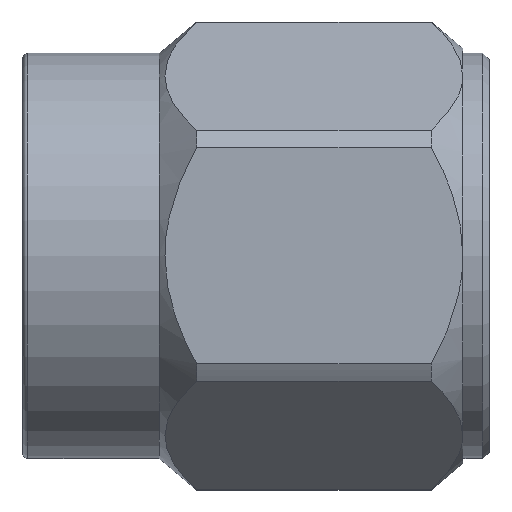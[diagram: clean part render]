
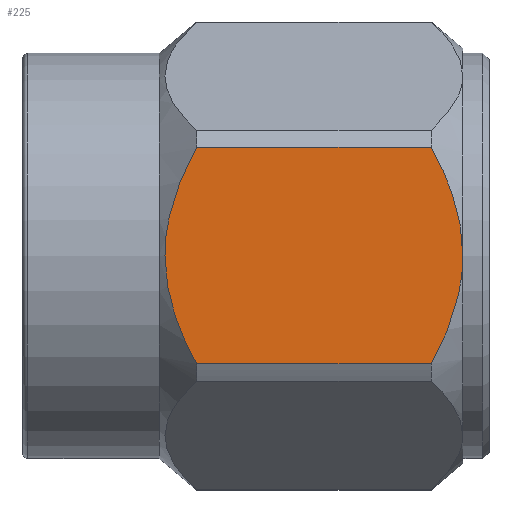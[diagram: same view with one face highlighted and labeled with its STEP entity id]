
A CAD part, top view. The second image highlights one B-rep face of the part: STEP entity #225.
In plain terms, the highlighted planar face has unit normal (0, 0, 1).
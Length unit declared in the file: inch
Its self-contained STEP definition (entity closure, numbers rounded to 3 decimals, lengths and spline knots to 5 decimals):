
#6 = CARTESIAN_POINT ( 'NONE',  ( 0.10789, 0.00701, 0.15748 ) ) ;
#8 = CARTESIAN_POINT ( 'NONE',  ( -0.05971, 0.09092, 0.15748 ) ) ;
#43 = CARTESIAN_POINT ( 'NONE',  ( 0., 0.08208, 0.15748 ) ) ;
#49 = CARTESIAN_POINT ( 'NONE',  ( 0.31003, 0.08208, 0.15748 ) ) ;
#72 = CARTESIAN_POINT ( 'NONE',  ( 0.11947, -0.05646, 0.15748 ) ) ;
#130 = DIRECTION ( 'NONE',  ( 1., 0., 0. ) ) ;
#210 = CARTESIAN_POINT ( 'NONE',  ( 0.31345, -0.07586, 0.15748 ) ) ;
#225 = ADVANCED_FACE ( 'NONE', ( #1306 ), #2062, .T. ) ;
#237 = CARTESIAN_POINT ( 'NONE',  ( 0.33399, 0., 0.15748 ) ) ;
#278 = CARTESIAN_POINT ( 'NONE',  ( 0.33338, 0.01449, 0.15748 ) ) ;
#384 = CARTESIAN_POINT ( 'NONE',  ( 0.33399, 0., 0.15748 ) ) ;
#403 = CARTESIAN_POINT ( 'NONE',  ( 0.13186, 0.08208, 0.15748 ) ) ;
#416 = CARTESIAN_POINT ( 'NONE',  ( 0.11245, 0.03551, 0.15748 ) ) ;
#426 = CARTESIAN_POINT ( 'NONE',  ( 0.13186, -0.08208, 0.15748 ) ) ;
#451 = CARTESIAN_POINT ( 'NONE',  ( 0.13186, -0.08208, 0.15748 ) ) ;
#564 = CARTESIAN_POINT ( 'NONE',  ( 0.12517, 0.06936, 0.15748 ) ) ;
#581 = CARTESIAN_POINT ( 'NONE',  ( 0.33399, -0.01458, 0.15748 ) ) ;
#592 = CARTESIAN_POINT ( 'NONE',  ( 0.32246, -0.05638, 0.15748 ) ) ;
#626 = B_SPLINE_CURVE_WITH_KNOTS ( 'NONE', 3,
 ( #1341, #210, #2210, #592, #1529, #1476, #581, #237 ),
 .UNSPECIFIED., .F., .F.,
 ( 4, 2, 2, 4 ),
 ( 0.00996, 0.0105, 0.01104, 0.01213 ),
 .UNSPECIFIED. ) ;
#659 = CARTESIAN_POINT ( 'NONE',  ( 0.12845, -0.07587, 0.15748 ) ) ;
#701 = VERTEX_POINT ( 'NONE', #49 ) ;
#738 = CARTESIAN_POINT ( 'NONE',  ( 0.10793, -0.01477, 0.15748 ) ) ;
#801 = CARTESIAN_POINT ( 'NONE',  ( 0.12525, -0.06953, 0.15748 ) ) ;
#820 = EDGE_CURVE ( 'NONE', #2116, #701, #1412, .T. ) ;
#937 = VERTEX_POINT ( 'NONE', #451 ) ;
#1003 = CARTESIAN_POINT ( 'NONE',  ( 0.33399, 0.00725, 0.15748 ) ) ;
#1005 = CARTESIAN_POINT ( 'NONE',  ( 0.11686, -0.04969, 0.15748 ) ) ;
#1013 = CARTESIAN_POINT ( 'NONE',  ( 0.31003, 0.08208, 0.15748 ) ) ;
#1133 = CARTESIAN_POINT ( 'NONE',  ( 0.1284, 0.07579, 0.15748 ) ) ;
#1143 = CARTESIAN_POINT ( 'NONE',  ( 0.11077, 0.02851, 0.15748 ) ) ;
#1150 = ORIENTED_EDGE ( 'NONE', *, *, #2360, .T. ) ;
#1160 = VERTEX_POINT ( 'NONE', #1235 ) ;
#1179 = CARTESIAN_POINT ( 'NONE',  ( 0.3294, 0.03564, 0.15748 ) ) ;
#1186 = CARTESIAN_POINT ( 'NONE',  ( 0.13186, 0.08208, 0.15748 ) ) ;
#1235 = CARTESIAN_POINT ( 'NONE',  ( 0.31003, -0.08208, 0.15748 ) ) ;
#1306 = FACE_OUTER_BOUND ( 'NONE', #1371, .T. ) ;
#1341 = CARTESIAN_POINT ( 'NONE',  ( 0.31003, -0.08208, 0.15748 ) ) ;
#1357 = VERTEX_POINT ( 'NONE', #1186 ) ;
#1371 = EDGE_LOOP ( 'NONE', ( #1150, #2268, #1939, #2267, #1702 ) ) ;
#1412 = B_SPLINE_CURVE_WITH_KNOTS ( 'NONE', 3,
 ( #1573, #1003, #278, #1710, #1179, #1748, #2068, #1701, #1724, #1013 ),
 .UNSPECIFIED., .F., .F.,
 ( 4, 2, 2, 2, 4 ),
 ( 0.01213, 0.01267, 0.01321, 0.01375, 0.01429 ),
 .UNSPECIFIED. ) ;
#1476 = CARTESIAN_POINT ( 'NONE',  ( 0.33155, -0.02876, 0.15748 ) ) ;
#1526 = VECTOR ( 'NONE', #1901, 39.37008 ) ;
#1529 = CARTESIAN_POINT ( 'NONE',  ( 0.32507, -0.04957, 0.15748 ) ) ;
#1573 = CARTESIAN_POINT ( 'NONE',  ( 0.33399, 0., 0.15748 ) ) ;
#1593 = AXIS2_PLACEMENT_3D ( 'NONE', #8, #2015, #2038 ) ;
#1651 = CARTESIAN_POINT ( 'NONE',  ( 0.11934, 0.05615, 0.15748 ) ) ;
#1701 = CARTESIAN_POINT ( 'NONE',  ( 0.3167, 0.0694, 0.15748 ) ) ;
#1702 = ORIENTED_EDGE ( 'NONE', *, *, #2217, .T. ) ;
#1703 = CARTESIAN_POINT ( 'NONE',  ( 0.10849, 0.01429, 0.15748 ) ) ;
#1710 = CARTESIAN_POINT ( 'NONE',  ( 0.33109, 0.02866, 0.15748 ) ) ;
#1724 = CARTESIAN_POINT ( 'NONE',  ( 0.31348, 0.0758, 0.15748 ) ) ;
#1748 = CARTESIAN_POINT ( 'NONE',  ( 0.32512, 0.04942, 0.15748 ) ) ;
#1786 = EDGE_CURVE ( 'NONE', #1160, #2116, #626, .T. ) ;
#1792 = VECTOR ( 'NONE', #130, 39.37008 ) ;
#1834 = EDGE_CURVE ( 'NONE', #701, #1357, #2049, .T. ) ;
#1877 = CARTESIAN_POINT ( 'NONE',  ( 0.11673, 0.04932, 0.15748 ) ) ;
#1901 = DIRECTION ( 'NONE',  ( -1., 0., 0. ) ) ;
#1939 = ORIENTED_EDGE ( 'NONE', *, *, #820, .T. ) ;
#2015 = DIRECTION ( 'NONE',  ( 0., 0., 1. ) ) ;
#2038 = DIRECTION ( 'NONE',  ( 0., -1., 0. ) ) ;
#2049 = LINE ( 'NONE', #43, #1526 ) ;
#2062 = PLANE ( 'NONE',  #1593 ) ;
#2068 = CARTESIAN_POINT ( 'NONE',  ( 0.32252, 0.05623, 0.15748 ) ) ;
#2081 = B_SPLINE_CURVE_WITH_KNOTS ( 'NONE', 3,
 ( #403, #1133, #564, #1651, #1877, #416, #1143, #1703, #6, #738, #2096, #1005, #72, #801, #659, #426 ),
 .UNSPECIFIED., .F., .F.,
 ( 4, 2, 2, 2, 2, 2, 2, 4 ),
 ( 0.01139, 0.01193, 0.01248, 0.01302, 0.01357, 0.01466, 0.0152, 0.01575 ),
 .UNSPECIFIED. ) ;
#2096 = CARTESIAN_POINT ( 'NONE',  ( 0.11037, -0.02891, 0.15748 ) ) ;
#2116 = VERTEX_POINT ( 'NONE', #384 ) ;
#2166 = LINE ( 'NONE', #2350, #1792 ) ;
#2210 = CARTESIAN_POINT ( 'NONE',  ( 0.31665, -0.06949, 0.15748 ) ) ;
#2217 = EDGE_CURVE ( 'NONE', #1357, #937, #2081, .T. ) ;
#2267 = ORIENTED_EDGE ( 'NONE', *, *, #1834, .T. ) ;
#2268 = ORIENTED_EDGE ( 'NONE', *, *, #1786, .T. ) ;
#2350 = CARTESIAN_POINT ( 'NONE',  ( 0., -0.08208, 0.15748 ) ) ;
#2360 = EDGE_CURVE ( 'NONE', #937, #1160, #2166, .T. ) ;
